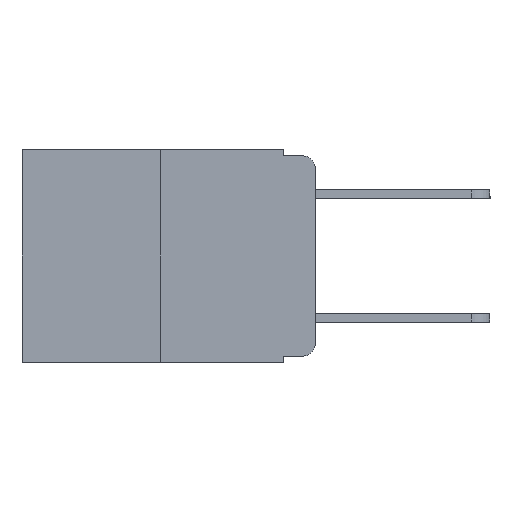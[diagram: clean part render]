
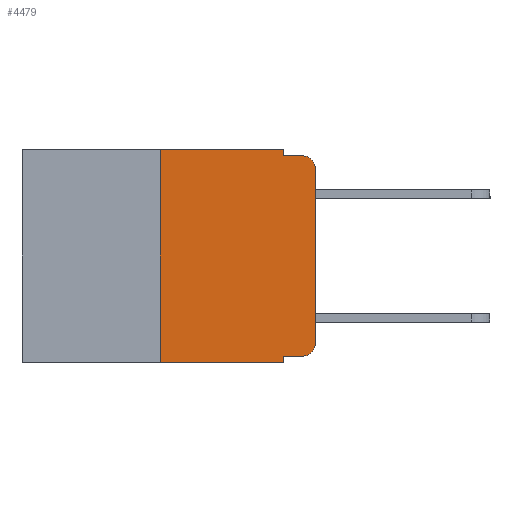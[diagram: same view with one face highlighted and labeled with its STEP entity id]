
A CAD part, left-side view. The second image highlights one B-rep face of the part: STEP entity #4479.
In plain terms, the highlighted planar face has unit normal (-1, 0, 0).
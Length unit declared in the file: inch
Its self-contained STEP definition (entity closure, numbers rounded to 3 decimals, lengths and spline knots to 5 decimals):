
#352 = LINE ( 'NONE', #9194, #4821 ) ;
#658 = AXIS2_PLACEMENT_3D ( 'NONE', #4599, #10450, #5467 ) ;
#1099 = EDGE_CURVE ( 'NONE', #3708, #2577, #10796, .T. ) ;
#1158 = VECTOR ( 'NONE', #7755, 39.37008 ) ;
#1239 = CARTESIAN_POINT ( 'NONE',  ( 0., 0.051, 0. ) ) ;
#1413 = LINE ( 'NONE', #8346, #1158 ) ;
#1437 = DIRECTION ( 'NONE',  ( 0., -1., 0. ) ) ;
#1647 = EDGE_CURVE ( 'NONE', #3377, #3708, #1413, .T. ) ;
#1677 = CARTESIAN_POINT ( 'NONE',  ( 0., 0.473, 0. ) ) ;
#1808 = DIRECTION ( 'NONE',  ( 0., -1., 0. ) ) ;
#2097 = FACE_OUTER_BOUND ( 'NONE', #5801, .T. ) ;
#2364 = AXIS2_PLACEMENT_3D ( 'NONE', #1677, #10648, #9830 ) ;
#2467 = AXIS2_PLACEMENT_3D ( 'NONE', #10481, #6449, #10787 ) ;
#2529 = ORIENTED_EDGE ( 'NONE', *, *, #4431, .F. ) ;
#2533 = VECTOR ( 'NONE', #1808, 39.37008 ) ;
#2556 = CARTESIAN_POINT ( 'NONE',  ( 0., 0.051, -0.343 ) ) ;
#2577 = VERTEX_POINT ( 'NONE', #5777 ) ;
#3019 = LINE ( 'NONE', #5611, #9172 ) ;
#3377 = VERTEX_POINT ( 'NONE', #7260 ) ;
#3683 = ORIENTED_EDGE ( 'NONE', *, *, #8404, .T. ) ;
#3708 = VERTEX_POINT ( 'NONE', #5087 ) ;
#3854 = CARTESIAN_POINT ( 'NONE',  ( 0., 0.051, 0. ) ) ;
#3883 = EDGE_CURVE ( 'NONE', #3377, #5727, #8568, .T. ) ;
#4024 = EDGE_CURVE ( 'NONE', #4407, #5727, #4732, .T. ) ;
#4213 = DIRECTION ( 'NONE',  ( 0., 0., 1. ) ) ;
#4407 = VERTEX_POINT ( 'NONE', #10689 ) ;
#4431 = EDGE_CURVE ( 'NONE', #4407, #4540, #352, .T. ) ;
#4441 = VERTEX_POINT ( 'NONE', #7147 ) ;
#4479 = ADVANCED_FACE ( 'NONE', ( #2097 ), #10665, .F. ) ;
#4540 = VERTEX_POINT ( 'NONE', #4725 ) ;
#4599 = CARTESIAN_POINT ( 'NONE',  ( 0., 0.02, -0.03 ) ) ;
#4694 = DIRECTION ( 'NONE',  ( 0., -1., 0. ) ) ;
#4725 = CARTESIAN_POINT ( 'NONE',  ( 0., 0.25, 0. ) ) ;
#4732 = LINE ( 'NONE', #6871, #2533 ) ;
#4821 = VECTOR ( 'NONE', #4213, 39.37008 ) ;
#4863 = ORIENTED_EDGE ( 'NONE', *, *, #9345, .F. ) ;
#4970 = VECTOR ( 'NONE', #10285, 39.37008 ) ;
#5001 = EDGE_CURVE ( 'NONE', #8648, #10259, #7989, .T. ) ;
#5087 = CARTESIAN_POINT ( 'NONE',  ( 0., 0.02, -0.333 ) ) ;
#5244 = LINE ( 'NONE', #9482, #4970 ) ;
#5262 = ORIENTED_EDGE ( 'NONE', *, *, #4024, .T. ) ;
#5467 = DIRECTION ( 'NONE',  ( 0., 0., -1. ) ) ;
#5611 = CARTESIAN_POINT ( 'NONE',  ( 0., 0.473, 0. ) ) ;
#5727 = VERTEX_POINT ( 'NONE', #2556 ) ;
#5777 = CARTESIAN_POINT ( 'NONE',  ( 0., 0., -0.313 ) ) ;
#5801 = EDGE_LOOP ( 'NONE', ( #3683, #6424, #10854, #8957, #4863, #2529, #5262, #9209, #7778, #9718 ) ) ;
#6038 = CARTESIAN_POINT ( 'NONE',  ( 0., 0., -0.03 ) ) ;
#6307 = VECTOR ( 'NONE', #9593, 39.37008 ) ;
#6424 = ORIENTED_EDGE ( 'NONE', *, *, #7248, .T. ) ;
#6449 = DIRECTION ( 'NONE',  ( -1., 0., 0. ) ) ;
#6632 = CARTESIAN_POINT ( 'NONE',  ( 0., 0.051, 0. ) ) ;
#6668 = EDGE_CURVE ( 'NONE', #10259, #4441, #7376, .T. ) ;
#6871 = CARTESIAN_POINT ( 'NONE',  ( 0., 0.473, -0.343 ) ) ;
#7147 = CARTESIAN_POINT ( 'NONE',  ( 0., 0.02, -0.01 ) ) ;
#7248 = EDGE_CURVE ( 'NONE', #9876, #4441, #10477, .T. ) ;
#7260 = CARTESIAN_POINT ( 'NONE',  ( 0., 0.051, -0.333 ) ) ;
#7376 = LINE ( 'NONE', #8912, #9355 ) ;
#7755 = DIRECTION ( 'NONE',  ( 0., -1., 0. ) ) ;
#7778 = ORIENTED_EDGE ( 'NONE', *, *, #1647, .T. ) ;
#7989 = LINE ( 'NONE', #6632, #10170 ) ;
#8313 = DIRECTION ( 'NONE',  ( 0., 0., -1. ) ) ;
#8346 = CARTESIAN_POINT ( 'NONE',  ( 0., 0.051, -0.333 ) ) ;
#8404 = EDGE_CURVE ( 'NONE', #2577, #9876, #5244, .T. ) ;
#8568 = LINE ( 'NONE', #1239, #6307 ) ;
#8648 = VERTEX_POINT ( 'NONE', #3854 ) ;
#8912 = CARTESIAN_POINT ( 'NONE',  ( 0., 0.051, -0.01 ) ) ;
#8957 = ORIENTED_EDGE ( 'NONE', *, *, #5001, .F. ) ;
#9172 = VECTOR ( 'NONE', #1437, 39.37008 ) ;
#9194 = CARTESIAN_POINT ( 'NONE',  ( 0., 0.25, 0. ) ) ;
#9209 = ORIENTED_EDGE ( 'NONE', *, *, #3883, .F. ) ;
#9345 = EDGE_CURVE ( 'NONE', #4540, #8648, #3019, .T. ) ;
#9355 = VECTOR ( 'NONE', #4694, 39.37008 ) ;
#9482 = CARTESIAN_POINT ( 'NONE',  ( 0., 0., 0. ) ) ;
#9593 = DIRECTION ( 'NONE',  ( 0., 0., -1. ) ) ;
#9718 = ORIENTED_EDGE ( 'NONE', *, *, #1099, .T. ) ;
#9830 = DIRECTION ( 'NONE',  ( 0., 0., -1. ) ) ;
#9876 = VERTEX_POINT ( 'NONE', #6038 ) ;
#10170 = VECTOR ( 'NONE', #8313, 39.37008 ) ;
#10259 = VERTEX_POINT ( 'NONE', #10868 ) ;
#10285 = DIRECTION ( 'NONE',  ( 0., 0., 1. ) ) ;
#10450 = DIRECTION ( 'NONE',  ( -1., 0., 0. ) ) ;
#10477 = CIRCLE ( 'NONE', #658, 0.02 ) ;
#10481 = CARTESIAN_POINT ( 'NONE',  ( 0., 0.02, -0.313 ) ) ;
#10648 = DIRECTION ( 'NONE',  ( 1., 0., 0. ) ) ;
#10665 = PLANE ( 'NONE',  #2364 ) ;
#10689 = CARTESIAN_POINT ( 'NONE',  ( 0., 0.25, -0.343 ) ) ;
#10787 = DIRECTION ( 'NONE',  ( 0., 0., -1. ) ) ;
#10796 = CIRCLE ( 'NONE', #2467, 0.02 ) ;
#10854 = ORIENTED_EDGE ( 'NONE', *, *, #6668, .F. ) ;
#10868 = CARTESIAN_POINT ( 'NONE',  ( 0., 0.051, -0.01 ) ) ;
